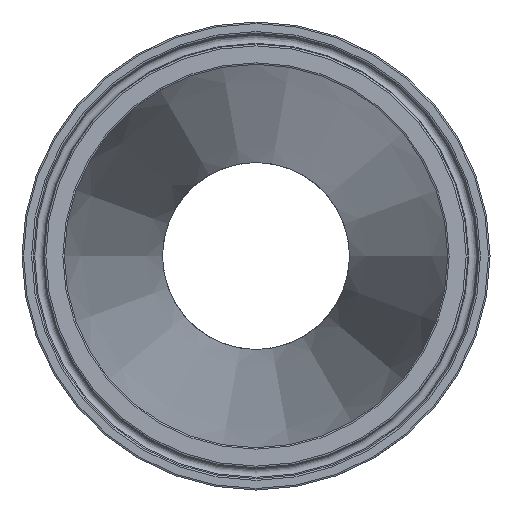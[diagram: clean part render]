
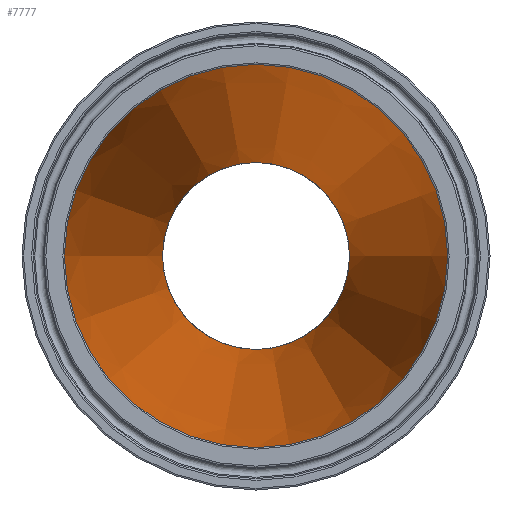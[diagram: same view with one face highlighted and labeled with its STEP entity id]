
A CAD part, left-side view. The second image highlights one B-rep face of the part: STEP entity #7777.
In plain terms, the highlighted conical face has half-angle 6.998 degrees and reference radius 36.22 mm.
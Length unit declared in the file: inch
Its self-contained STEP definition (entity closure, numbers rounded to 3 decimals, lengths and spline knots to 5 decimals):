
#168=FACE_BOUND('',#1479,.T.);
#964=FACE_OUTER_BOUND('',#1478,.T.);
#1478=EDGE_LOOP('',(#7226));
#1479=EDGE_LOOP('',(#7227));
#3091=CIRCLE('',#8280,0.935);
#3092=CIRCLE('',#8282,1.917);
#3855=VERTEX_POINT('',#16532);
#3856=VERTEX_POINT('',#16535);
#4981=EDGE_CURVE('',#3855,#3855,#3091,.T.);
#4982=EDGE_CURVE('',#3856,#3856,#3092,.T.);
#7226=ORIENTED_EDGE('',*,*,#4982,.F.);
#7227=ORIENTED_EDGE('',*,*,#4981,.T.);
#7278=CONICAL_SURFACE('',#8281,1.426,6.998);
#7777=ADVANCED_FACE('',(#964,#168),#7278,.F.);
#8280=AXIS2_PLACEMENT_3D('',#16533,#9809,#9810);
#8281=AXIS2_PLACEMENT_3D('',#16534,#9811,#9812);
#8282=AXIS2_PLACEMENT_3D('',#16536,#9813,#9814);
#9809=DIRECTION('center_axis',(1.,0.,0.));
#9810=DIRECTION('ref_axis',(0.,-1.,0.));
#9811=DIRECTION('center_axis',(-1.,0.,0.));
#9812=DIRECTION('ref_axis',(0.,-1.,0.));
#9813=DIRECTION('center_axis',(1.,0.,0.));
#9814=DIRECTION('ref_axis',(0.,-1.,0.));
#16532=CARTESIAN_POINT('',(8.625,-0.935,0.));
#16533=CARTESIAN_POINT('Origin',(8.625,0.,0.));
#16534=CARTESIAN_POINT('Origin',(4.625,0.,0.));
#16535=CARTESIAN_POINT('',(0.625,-1.917,0.));
#16536=CARTESIAN_POINT('Origin',(0.625,0.,
0.));
